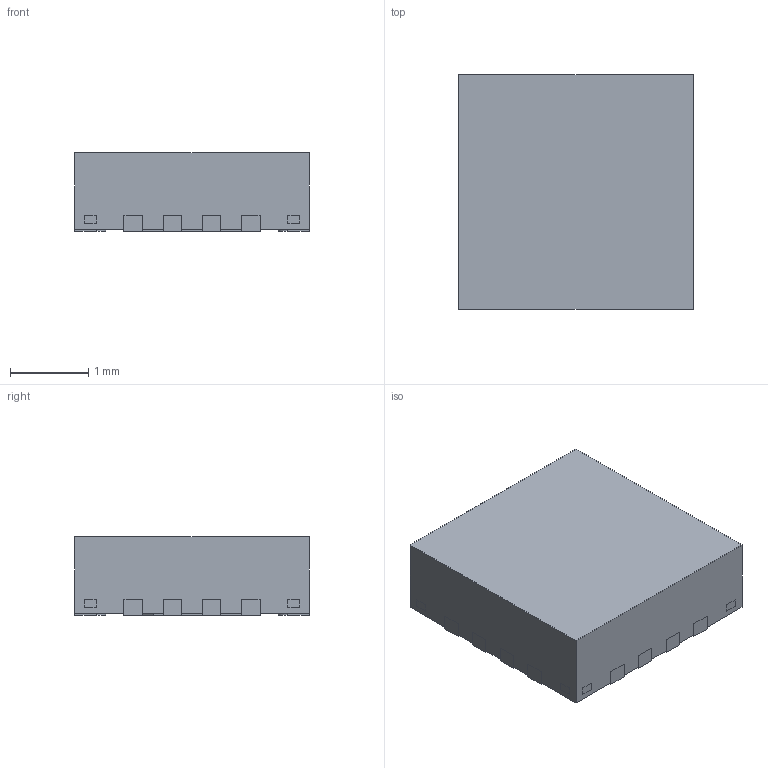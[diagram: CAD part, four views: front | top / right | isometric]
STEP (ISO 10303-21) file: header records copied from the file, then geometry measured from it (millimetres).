
FILE_DESCRIPTION((''),'2;1');
FILE_NAME('RGT0016C_ASM','2016-11-11T',('a0412086'),(''),'CREO PARAMETRIC BY PTC INC, 2016050','CREO PARAMETRIC BY PTC INC, 2016050','');
FILE_SCHEMA(('AUTOMOTIVE_DESIGN { 1 0 10303 214 1 1 1 1 }'));
Length unit declared in the file: millimetre
Products named in the file (4): BODY-QFN; FRAME-RGT0016C; PIN1-ID; RGT0016C_ASM
Assembly tree (3 placements, depth 2):
  RGT0016C_ASM
    BODY-QFN
    FRAME-RGT0016C
    PIN1-ID
Bounding box: 3 x 3 x 1 mm (x, y, z)
Volume: 8.9 mm3; surface area: 51.2 mm2
Topology: 22 solids, 22 shells, 245 faces, 594 edges, 396 vertices
Faces by surface type: plane 213, cylinder 32
Entity records: 9554 total; most frequent: CARTESIAN_POINT 1249, ORIENTED_EDGE 1188, DIRECTION 1162, PRESENTATION_STYLE_ASSIGNMENT 633, STYLED_ITEM 616, CURVE_STYLE 594, EDGE_CURVE 594, VECTOR 530
